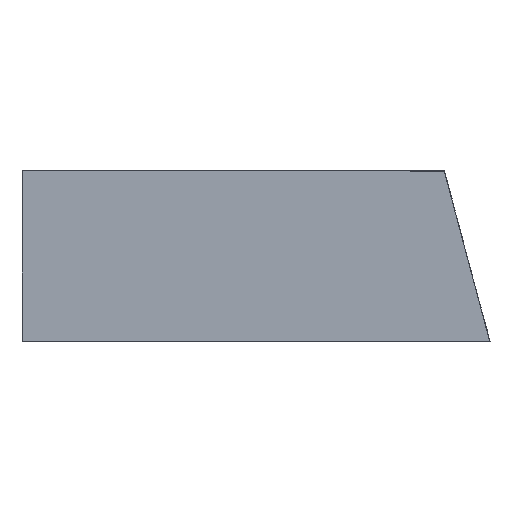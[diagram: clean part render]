
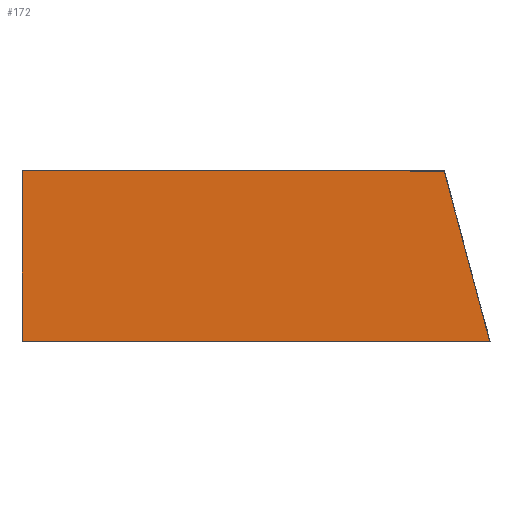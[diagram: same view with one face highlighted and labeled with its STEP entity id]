
A CAD part, left-side view. The second image highlights one B-rep face of the part: STEP entity #172.
In plain terms, the highlighted planar face has unit normal (-1, 0.007, -0.002).
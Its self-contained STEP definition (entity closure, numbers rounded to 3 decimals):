
#26=FACE_OUTER_BOUND('',#36,.T.);
#36=EDGE_LOOP('',(#116,#117,#118,#119));
#46=LINE('',#253,#61);
#47=LINE('',#255,#62);
#48=LINE('',#257,#63);
#49=LINE('',#258,#64);
#61=VECTOR('',#212,10.);
#62=VECTOR('',#213,10.);
#63=VECTOR('',#214,10.);
#64=VECTOR('',#215,10.);
#76=VERTEX_POINT('',#251);
#77=VERTEX_POINT('',#252);
#78=VERTEX_POINT('',#254);
#79=VERTEX_POINT('',#256);
#92=EDGE_CURVE('',#76,#77,#46,.T.);
#93=EDGE_CURVE('',#77,#78,#47,.T.);
#94=EDGE_CURVE('',#78,#79,#48,.T.);
#95=EDGE_CURVE('',#79,#76,#49,.T.);
#116=ORIENTED_EDGE('',*,*,#92,.T.);
#117=ORIENTED_EDGE('',*,*,#93,.T.);
#118=ORIENTED_EDGE('',*,*,#94,.T.);
#119=ORIENTED_EDGE('',*,*,#95,.T.);
#164=PLANE('',#196);
#172=ADVANCED_FACE('',(#26),#164,.T.);
#196=AXIS2_PLACEMENT_3D('',#250,#210,#211);
#210=DIRECTION('center_axis',(-1.,0.007,-0.002));
#211=DIRECTION('ref_axis',(0.002,0.499,0.866));
#212=DIRECTION('',(0.002,0.,-1.));
#213=DIRECTION('',(-0.007,-1.,0.));
#214=DIRECTION('',(0.,0.258,0.966));
#215=DIRECTION('',(0.007,1.,0.));
#250=CARTESIAN_POINT('Origin',(-47.7,-108.796,61.732));
#251=CARTESIAN_POINT('',(-46.11,146.132,173.339));
#252=CARTESIAN_POINT('',(-45.759,146.153,-26.66));
#253=CARTESIAN_POINT('',(-45.759,146.153,-26.66));
#254=CARTESIAN_POINT('',(-49.61,-403.833,-26.759));
#255=CARTESIAN_POINT('',(-49.61,-403.833,-26.759));
#256=CARTESIAN_POINT('',(-49.587,-350.401,173.28));
#257=CARTESIAN_POINT('',(-49.61,-403.833,-26.759));
#258=CARTESIAN_POINT('',(-46.11,146.132,173.339));
